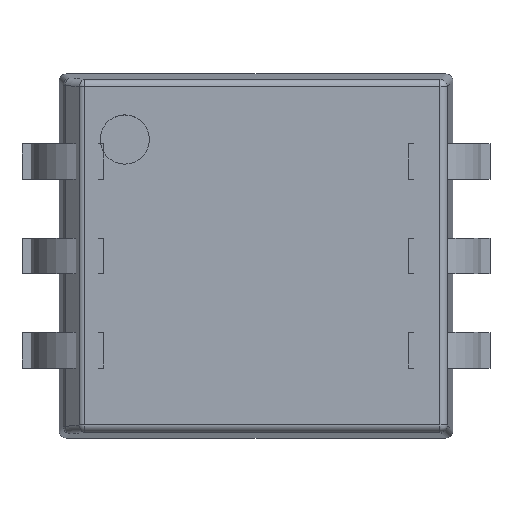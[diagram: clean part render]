
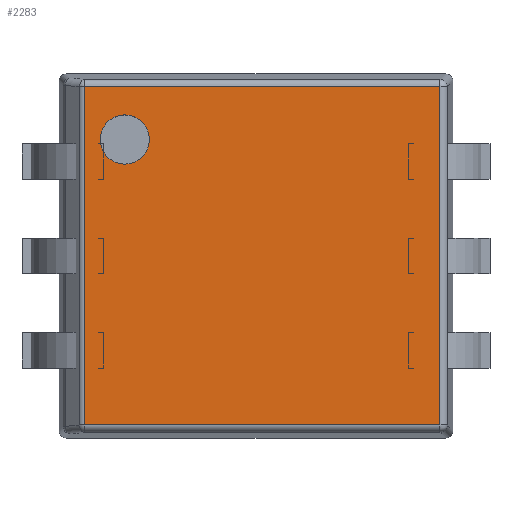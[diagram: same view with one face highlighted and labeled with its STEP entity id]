
A CAD part, top view. The second image highlights one B-rep face of the part: STEP entity #2283.
In plain terms, the highlighted planar face has unit normal (0, 0, 1).
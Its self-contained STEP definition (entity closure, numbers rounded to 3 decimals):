
#2077 = VERTEX_POINT('',#2078);
#2078 = CARTESIAN_POINT('',(5.126,0.174,1.7));
#2085 = EDGE_CURVE('',#2086,#2077,#2088,.T.);
#2086 = VERTEX_POINT('',#2087);
#2087 = CARTESIAN_POINT('',(0.341,0.174,1.7));
#2088 = LINE('',#2089,#2090);
#2089 = CARTESIAN_POINT('',(0.3,0.174,1.7));
#2090 = VECTOR('',#2091,1.);
#2091 = DIRECTION('',(1.,0.,0.));
#2160 = VERTEX_POINT('',#2161);
#2161 = CARTESIAN_POINT('',(0.341,4.726,1.7));
#2168 = EDGE_CURVE('',#2160,#2169,#2171,.T.);
#2169 = VERTEX_POINT('',#2170);
#2170 = CARTESIAN_POINT('',(5.126,4.726,1.7));
#2171 = LINE('',#2172,#2173);
#2172 = CARTESIAN_POINT('',(0.3,4.726,1.7));
#2173 = VECTOR('',#2174,1.);
#2174 = DIRECTION('',(1.,0.,0.));
#2198 = EDGE_CURVE('',#2077,#2169,#2199,.T.);
#2199 = LINE('',#2200,#2201);
#2200 = CARTESIAN_POINT('',(5.126,0.084,1.7));
#2201 = VECTOR('',#2202,1.);
#2202 = DIRECTION('',(0.,1.,0.));
#2283 = ADVANCED_FACE('',(#2284,#2295),#2306,.T.);
#2284 = FACE_BOUND('',#2285,.T.);
#2285 = EDGE_LOOP('',(#2286,#2287,#2293,#2294));
#2286 = ORIENTED_EDGE('',*,*,#2168,.F.);
#2287 = ORIENTED_EDGE('',*,*,#2288,.F.);
#2288 = EDGE_CURVE('',#2086,#2160,#2289,.T.);
#2289 = LINE('',#2290,#2291);
#2290 = CARTESIAN_POINT('',(0.341,0.084,1.7));
#2291 = VECTOR('',#2292,1.);
#2292 = DIRECTION('',(0.,1.,0.));
#2293 = ORIENTED_EDGE('',*,*,#2085,.T.);
#2294 = ORIENTED_EDGE('',*,*,#2198,.T.);
#2295 = FACE_BOUND('',#2296,.T.);
#2296 = EDGE_LOOP('',(#2297));
#2297 = ORIENTED_EDGE('',*,*,#2298,.F.);
#2298 = EDGE_CURVE('',#2299,#2299,#2301,.T.);
#2299 = VERTEX_POINT('',#2300);
#2300 = CARTESIAN_POINT('',(1.215,4.017,1.7));
#2301 = CIRCLE('',#2302,0.331);
#2302 = AXIS2_PLACEMENT_3D('',#2303,#2304,#2305);
#2303 = CARTESIAN_POINT('',(0.883,4.017,1.7));
#2304 = DIRECTION('',(0.,0.,1.));
#2305 = DIRECTION('',(1.,0.,0.));
#2306 = PLANE('',#2307);
#2307 = AXIS2_PLACEMENT_3D('',#2308,#2309,#2310);
#2308 = CARTESIAN_POINT('',(0.,0.,1.7));
#2309 = DIRECTION('',(0.,0.,1.));
#2310 = DIRECTION('',(1.,0.,0.));
